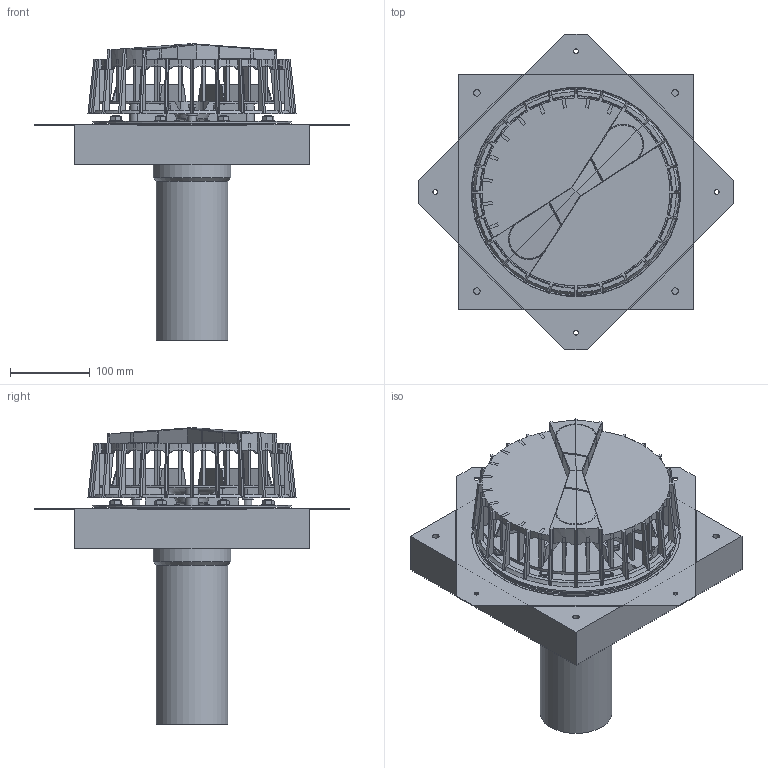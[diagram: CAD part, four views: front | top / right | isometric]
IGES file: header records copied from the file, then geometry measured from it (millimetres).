
Global section: file name: 359098; native system: Autodesk Inventor 2014; preprocessor: unknown; author: seihe2; date: 20160509.133501; units: millimetre
Bounding box: 395.98 x 395.98 x 372.76 mm (x, y, z)
Volume: 3816544 mm3; surface area: 1129210 mm2
Topology: 23 solids, 23 shells, 2026 faces, 5067 edges, 3215 vertices
Faces by surface type: plane 1213, revolution 512, cylinder 217, cone 76, bspline 8
Full cylindrical faces by diameter (mm): 4.7 x6, 6 x14, 7 x2, 7.5 x6, 8 x8, 9 x8, 10 x4, 14 x2, 16 x8, 90.38 x1, 93.012 x1, 98.25 x1, 107.55 x1, 148 x1, 171.8 x2, 247 x1, 250 x1
